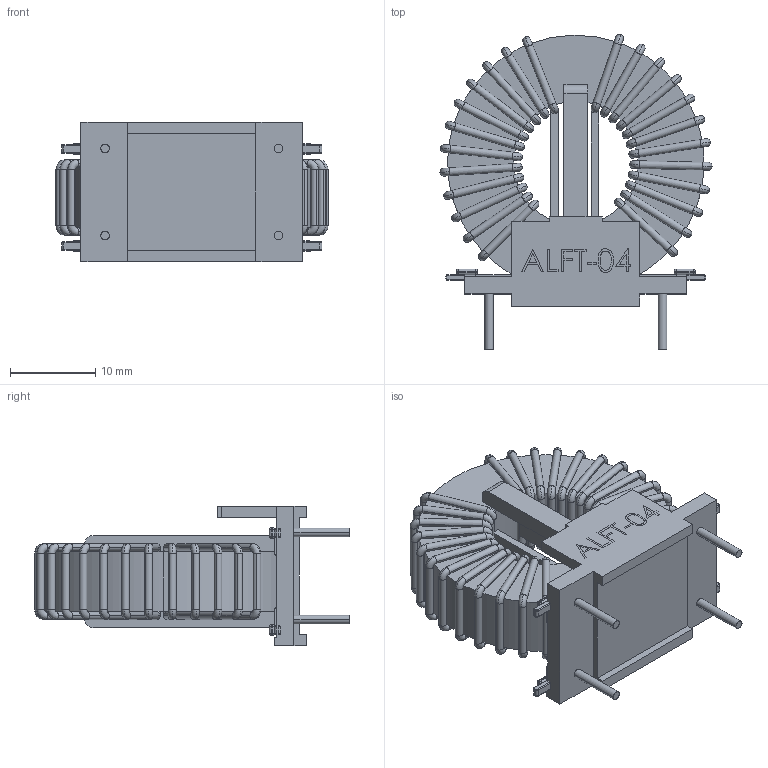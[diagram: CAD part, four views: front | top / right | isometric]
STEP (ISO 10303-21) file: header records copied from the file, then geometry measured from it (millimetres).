
FILE_DESCRIPTION (( 'STEP AP214' ), '1' );
FILE_NAME ('ALFT-04.STEP', '2013-11-18T10:01:12', ( '' ), ( '' ), 'SwSTEP 2.0', 'SolidWorks 2012', '' );
FILE_SCHEMA (( 'AUTOMOTIVE_DESIGN' ));
Length unit declared in the file: millimetre
Products named in the file (1): ALFT-04
Bounding box: 31.86 x 36.88 x 16.3 mm (x, y, z)
Volume: 5692.2 mm3; surface area: 6053.7 mm2
Topology: 5 solids, 5 shells, 722 faces, 2571 edges, 1642 vertices
Faces by surface type: cylinder 291, torus 208, plane 182, sphere 32, bspline 9
Entity records: 34809 total; most frequent: CARTESIAN_POINT 7231, ORIENTED_EDGE 5078, DIRECTION 4947, EDGE_CURVE 2539, AXIS2_PLACEMENT_3D 2098, VERTEX_POINT 1642, CIRCLE 1384, VECTOR 751
